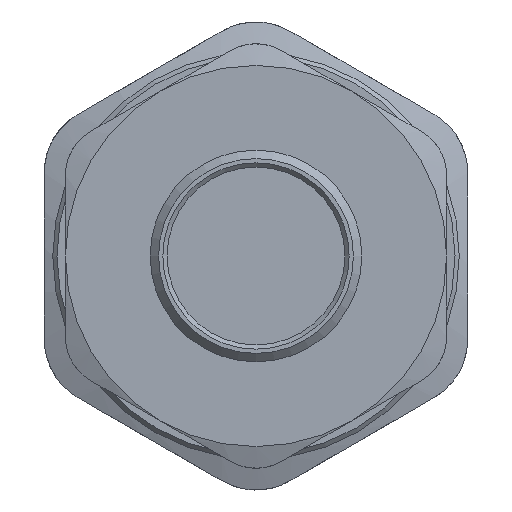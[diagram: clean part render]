
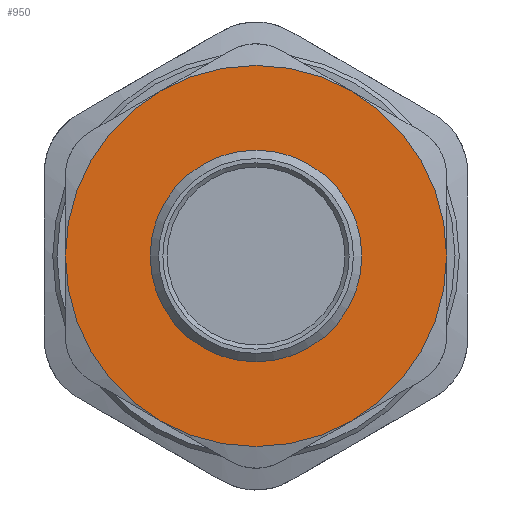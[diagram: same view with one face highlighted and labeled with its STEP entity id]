
A CAD part, front view. The second image highlights one B-rep face of the part: STEP entity #950.
In plain terms, the highlighted planar face has unit normal (0, -1, 0).
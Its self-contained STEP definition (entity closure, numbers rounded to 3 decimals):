
#191=FACE_BOUND('',#363,.T.);
#302=FACE_OUTER_BOUND('',#362,.T.);
#362=EDGE_LOOP('',(#869,#870,#871,#872,#873,#874));
#363=EDGE_LOOP('',(#875));
#386=CIRCLE('',#1038,22.5);
#388=CIRCLE('',#1044,22.5);
#389=CIRCLE('',#1046,22.5);
#390=CIRCLE('',#1048,22.5);
#391=CIRCLE('',#1050,22.5);
#392=CIRCLE('',#1052,22.5);
#396=CIRCLE('',#1061,11.75);
#446=VERTEX_POINT('',#1612);
#454=VERTEX_POINT('',#1662);
#460=VERTEX_POINT('',#1706);
#466=VERTEX_POINT('',#1750);
#472=VERTEX_POINT('',#1794);
#475=VERTEX_POINT('',#1826);
#479=VERTEX_POINT('',#1866);
#593=EDGE_CURVE('',#446,#475,#386,.T.);
#600=EDGE_CURVE('',#466,#460,#388,.T.);
#601=EDGE_CURVE('',#472,#466,#389,.T.);
#602=EDGE_CURVE('',#475,#472,#390,.T.);
#603=EDGE_CURVE('',#454,#446,#391,.T.);
#604=EDGE_CURVE('',#460,#454,#392,.T.);
#610=EDGE_CURVE('',#479,#479,#396,.T.);
#869=ORIENTED_EDGE('',*,*,#604,.F.);
#870=ORIENTED_EDGE('',*,*,#600,.F.);
#871=ORIENTED_EDGE('',*,*,#601,.F.);
#872=ORIENTED_EDGE('',*,*,#602,.F.);
#873=ORIENTED_EDGE('',*,*,#593,.F.);
#874=ORIENTED_EDGE('',*,*,#603,.F.);
#875=ORIENTED_EDGE('',*,*,#610,.T.);
#894=PLANE('',#1062);
#950=ADVANCED_FACE('',(#302,#191),#894,.T.);
#1038=AXIS2_PLACEMENT_3D('',#1827,#1225,#1226);
#1044=AXIS2_PLACEMENT_3D('',#1845,#1239,#1240);
#1046=AXIS2_PLACEMENT_3D('',#1847,#1243,#1244);
#1048=AXIS2_PLACEMENT_3D('',#1849,#1247,#1248);
#1050=AXIS2_PLACEMENT_3D('',#1851,#1251,#1252);
#1052=AXIS2_PLACEMENT_3D('',#1853,#1255,#1256);
#1061=AXIS2_PLACEMENT_3D('',#1867,#1275,#1276);
#1062=AXIS2_PLACEMENT_3D('',#1869,#1278,#1279);
#1225=DIRECTION('center_axis',(0.,1.,0.));
#1226=DIRECTION('ref_axis',(1.,0.,0.));
#1239=DIRECTION('center_axis',(0.,1.,0.));
#1240=DIRECTION('ref_axis',(1.,0.,0.));
#1243=DIRECTION('center_axis',(0.,1.,0.));
#1244=DIRECTION('ref_axis',(1.,0.,0.));
#1247=DIRECTION('center_axis',(0.,1.,0.));
#1248=DIRECTION('ref_axis',(1.,0.,0.));
#1251=DIRECTION('center_axis',(0.,1.,0.));
#1252=DIRECTION('ref_axis',(1.,0.,0.));
#1255=DIRECTION('center_axis',(0.,1.,0.));
#1256=DIRECTION('ref_axis',(1.,0.,0.));
#1275=DIRECTION('center_axis',(0.,1.,0.));
#1276=DIRECTION('ref_axis',(1.,0.,0.));
#1278=DIRECTION('center_axis',(0.,-1.,0.));
#1279=DIRECTION('ref_axis',(0.,0.,-1.));
#1612=CARTESIAN_POINT('',(-17.666,16.051,19.486));
#1662=CARTESIAN_POINT('',(-40.166,16.051,19.486));
#1706=CARTESIAN_POINT('',(-51.416,16.051,0.));
#1750=CARTESIAN_POINT('',(-40.166,16.051,-19.486));
#1794=CARTESIAN_POINT('',(-17.666,16.051,-19.486));
#1826=CARTESIAN_POINT('',(-6.416,16.051,0.));
#1827=CARTESIAN_POINT('Origin',(-28.916,16.051,0.));
#1845=CARTESIAN_POINT('Origin',(-28.916,16.051,0.));
#1847=CARTESIAN_POINT('Origin',(-28.916,16.051,0.));
#1849=CARTESIAN_POINT('Origin',(-28.916,16.051,0.));
#1851=CARTESIAN_POINT('Origin',(-28.916,16.051,0.));
#1853=CARTESIAN_POINT('Origin',(-28.916,16.051,0.));
#1866=CARTESIAN_POINT('',(-17.166,16.051,0.));
#1867=CARTESIAN_POINT('Origin',(-28.916,16.051,0.));
#1869=CARTESIAN_POINT('Origin',(-51.416,16.051,0.));
